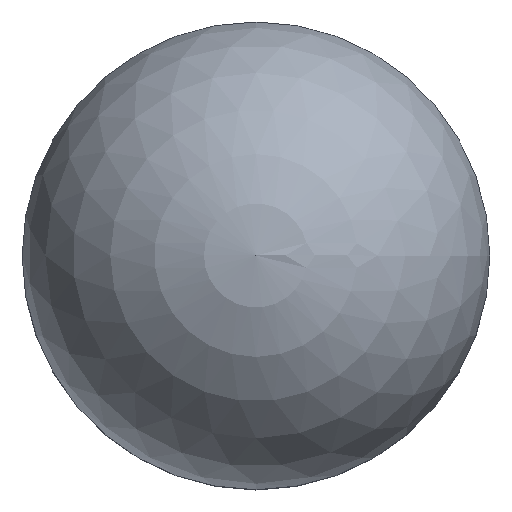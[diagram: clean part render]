
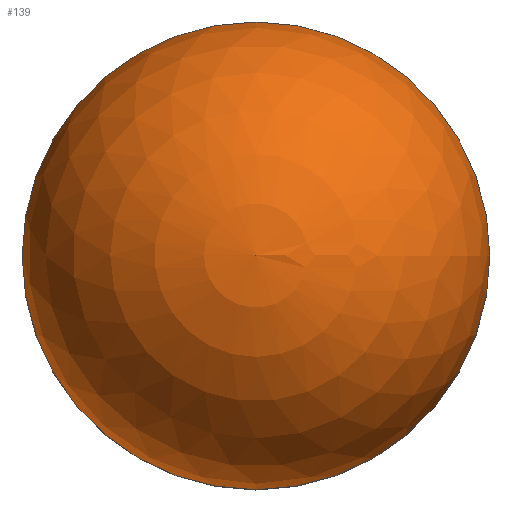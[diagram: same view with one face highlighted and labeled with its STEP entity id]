
A CAD part, top view. The second image highlights one B-rep face of the part: STEP entity #139.
In plain terms, the highlighted spherical face has radius 3 mm.
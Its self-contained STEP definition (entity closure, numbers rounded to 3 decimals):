
#42=FACE_OUTER_BOUND($,#58,.T.);
#58=EDGE_LOOP($,(#113));
#79=CIRCLE($,#183,3.);
#90=VERTEX_POINT($,#280);
#101=EDGE_CURVE($,#90,#90,#79,.T.);
#113=ORIENTED_EDGE($,*,*,#101,.T.);
#137=SPHERICAL_SURFACE($,#182,3.);
#139=ADVANCED_FACE($,(#42),#137,.T.);
#182=AXIS2_PLACEMENT_3D($,#279,#214,#215);
#183=AXIS2_PLACEMENT_3D($,#281,#216,#217);
#214=DIRECTION('center_axis',(0.,0.,1.));
#215=DIRECTION('ref_axis',(1.,0.,0.));
#216=DIRECTION('center_axis',(0.,0.,
1.));
#217=DIRECTION('ref_axis',(-1.,0.,0.));
#279=CARTESIAN_POINT('Origin',(0.,0.,
7.));
#280=CARTESIAN_POINT('',(-3.,0.,7.));
#281=CARTESIAN_POINT('Origin',(0.,0.,
7.));
